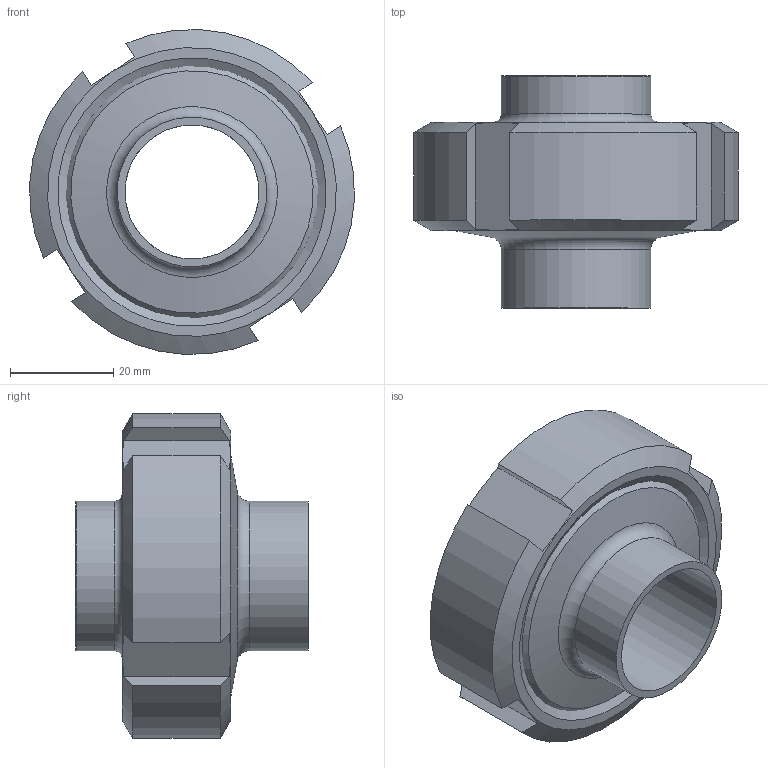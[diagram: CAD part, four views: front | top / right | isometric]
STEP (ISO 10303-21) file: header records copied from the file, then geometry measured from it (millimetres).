
FILE_DESCRIPTION (( 'STEP AP203' ), '1' );
FILE_NAME ('Douille + ecrou +nez DIN 25.STEP', '2017-04-11T07:53:52', ( 'utilisateur' ), ( '' ), 'SwSTEP 2.0', 'SolidWorks 2012', '' );
FILE_SCHEMA (( 'CONFIG_CONTROL_DESIGN' ));
Length unit declared in the file: millimetre
Products named in the file (4): DIN 25 Liner; DIN 25 Nut; Douille + ecrou +nez DIN 25; DIN 25 NEZ
Assembly tree (3 placements, depth 2):
  Douille + ecrou +nez DIN 25
    DIN 25 Liner
    DIN 25 NEZ
    DIN 25 Nut
Bounding box: 62.92 x 45 x 62.92 mm (x, y, z)
Volume: 51428.1 mm3; surface area: 26113.8 mm2
Topology: 3 solids, 3 shells, 59 faces, 123 edges, 75 vertices
Faces by surface type: plane 23, cone 15, cylinder 14, torus 7
Full cylindrical faces by diameter (mm): 26 x2, 29 x2, 30 x1, 35 x1, 36 x1, 40 x1, 48.5 x1, 51.5 x1
Entity records: 1904 total; most frequent: CARTESIAN_POINT 349, DIRECTION 246, ORIENTED_EDGE 196, AXIS2_PLACEMENT_3D 115, EDGE_CURVE 98, EDGE_LOOP 94, FACE_OUTER_BOUND 76, VERTEX_POINT 74
